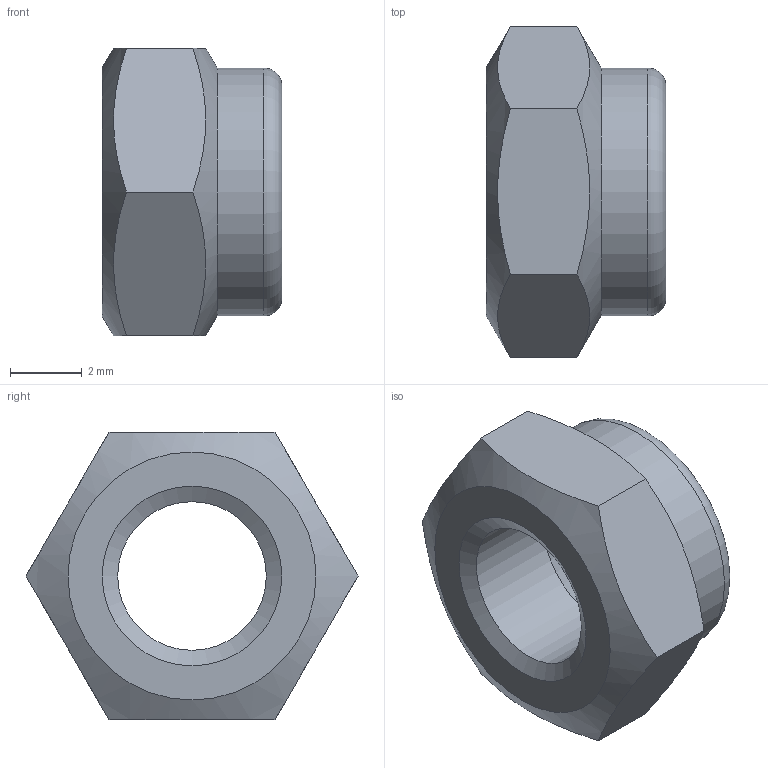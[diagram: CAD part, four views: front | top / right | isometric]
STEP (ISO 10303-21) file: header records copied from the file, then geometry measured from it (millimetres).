
FILE_DESCRIPTION(/* description */ ('NYLOC NUT - GR. 8 - ZINC PLATED'),/* implementation_level */ '2;1');
FILE_NAME(/* name */ 'NYLON INSERT HEX NUT (8.M5).stp',/* time_stamp */ '2023-03-01T15:16:08+02:00',/* author */ ('arnold.brand'),/* organization */ (''),/* preprocessor_version */ 'ST-DEVELOPER v19.2',/* originating_system */ 'Autodesk Inventor 2023',/* authorisation */ '');
FILE_SCHEMA (('AUTOMOTIVE_DESIGN { 1 0 10303 214 3 1 1 }'));
Length unit declared in the file: millimetre
Products named in the file (1): ISO 10511 - M 5 (8-ZP)
Bounding box: 5 x 9.24 x 8 mm (x, y, z)
Volume: 152.2 mm3; surface area: 262.8 mm2
Topology: 1 solids, 1 shells, 21 faces, 44 edges, 28 vertices
Faces by surface type: plane 11, cylinder 5, cone 4, torus 1
Full cylindrical faces by diameter (mm): 4.134 x1, 5 x1, 5.5 x2, 6.9 x1
Entity records: 610 total; most frequent: CARTESIAN_POINT 118, DIRECTION 93, ORIENTED_EDGE 88, EDGE_CURVE 44, AXIS2_PLACEMENT_3D 39, VERTEX_POINT 28, EDGE_LOOP 26, FACE_OUTER_BOUND 21
